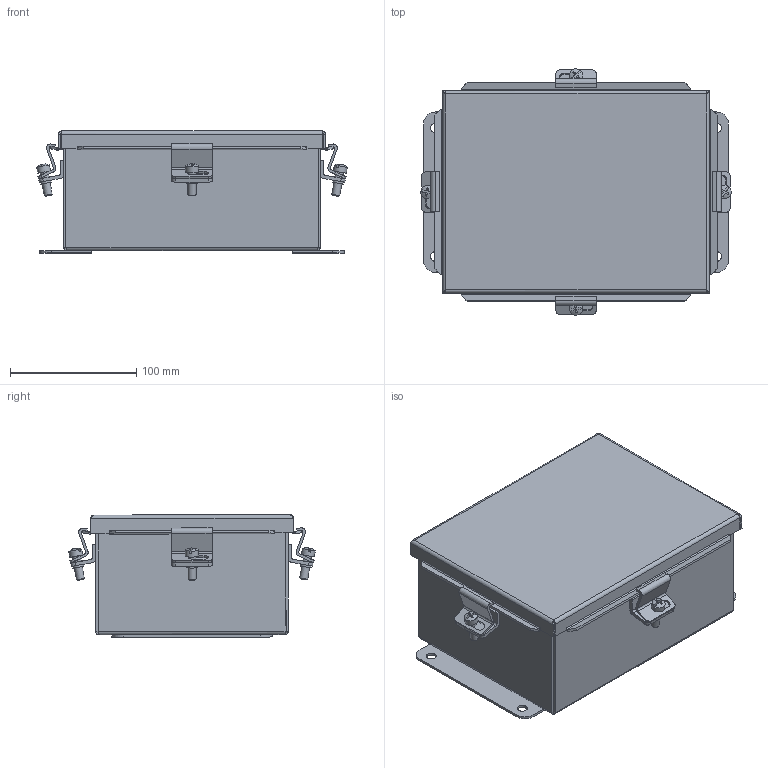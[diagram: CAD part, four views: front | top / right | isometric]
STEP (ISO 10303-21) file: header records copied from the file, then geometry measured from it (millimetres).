
FILE_DESCRIPTION(/* description */ ('N4,JIC,ALUM,CLAMPCVR 8"X6"X3.5"'),/* implementation_level */ '2;1');
FILE_NAME(/* name */ 'BN4080603AL.stp',/* time_stamp */ '2021-10-14T08:01:31-05:00',/* author */ ('samuelbadillo'),/* organization */ (''),/* preprocessor_version */ 'ST-DEVELOPER v18',/* originating_system */ 'Autodesk Inventor 2020',/* authorisation */ '');
FILE_SCHEMA (('AUTOMOTIVE_DESIGN { 1 0 10303 214 3 1 1 }'));
Length unit declared in the file: inch
Products named in the file (10): BN4080603AL; 3887; C2002; 372134; 3086; B_0806ALLID; 38830; B_080603_ALBKP; 34847; B_0806_FIP
Assembly tree (21 placements, depth 2):
  BN4080603AL
    3887  x3
    C2002  x4
    372134  x4
    3086  x4
    B_0806ALLID
    38830
    B_080603_ALBKP
    34847  x2
    B_0806_FIP
Bounding box: 245.79 x 195.01 x 96.89 mm (x, y, z)
Volume: 347855.8 mm3; surface area: 354226.8 mm2
Topology: 21 solids, 21 shells, 477 faces, 1137 edges, 713 vertices
Faces by surface type: plane 285, cylinder 131, bspline 28, torus 14, cone 11, sphere 8
Full cylindrical faces by diameter (mm): 3.967 x3, 4.826 x1, 4.978 x4, 6.35 x12, 7.874 x4, 7.95 x3, 8.738 x4, 10.402 x4
Entity records: 9403 total; most frequent: CARTESIAN_POINT 2231, DIRECTION 1341, ORIENTED_EDGE 1330, EDGE_CURVE 665, LINE 467, VECTOR 467, AXIS2_PLACEMENT_3D 437, VERTEX_POINT 395
